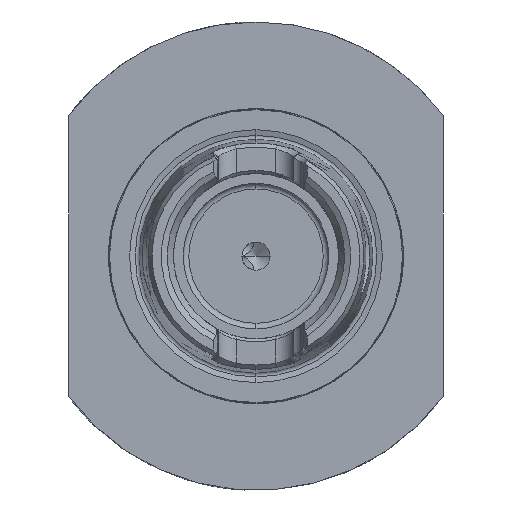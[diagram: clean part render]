
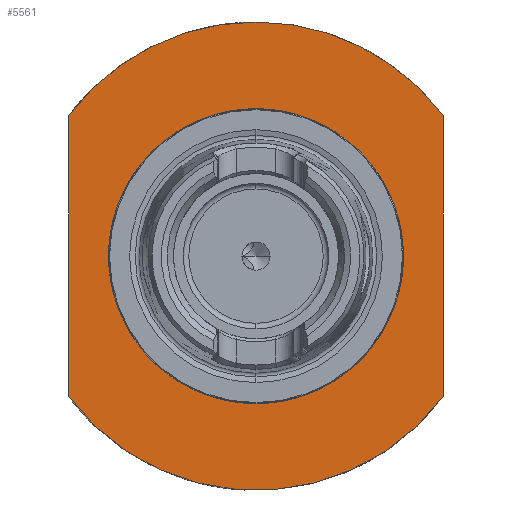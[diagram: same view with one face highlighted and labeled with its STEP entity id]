
A CAD part, left-side view. The second image highlights one B-rep face of the part: STEP entity #5561.
In plain terms, the highlighted planar face has unit normal (-1, 0, 0).
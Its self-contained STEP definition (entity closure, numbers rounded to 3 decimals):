
#143 = DIRECTION ( 'NONE',  ( 0., 0., -1. ) ) ;
#193 = DIRECTION ( 'NONE',  ( 1., 0., 0. ) ) ;
#212 = CARTESIAN_POINT ( 'NONE',  ( 22., 0., 0. ) ) ;
#221 = CARTESIAN_POINT ( 'NONE',  ( 22., 40., -30. ) ) ;
#804 = DIRECTION ( 'NONE',  ( 0., 0., 1. ) ) ;
#1167 = CIRCLE ( 'NONE', #8719, 50. ) ;
#1247 = DIRECTION ( 'NONE',  ( 0., 0., 1. ) ) ;
#1340 = LINE ( 'NONE', #12515, #2648 ) ;
#2648 = VECTOR ( 'NONE', #5497, 1000. ) ;
#2794 = EDGE_CURVE ( 'NONE', #7927, #15865, #9063, .T. ) ;
#2943 = CARTESIAN_POINT ( 'NONE',  ( 22., 0., 0. ) ) ;
#4161 = LINE ( 'NONE', #11327, #12124 ) ;
#4351 = DIRECTION ( 'NONE',  ( 1., 0., 0. ) ) ;
#4430 = DIRECTION ( 'NONE',  ( -1., 0., 0. ) ) ;
#4451 = ORIENTED_EDGE ( 'NONE', *, *, #5587, .T. ) ;
#5148 = ORIENTED_EDGE ( 'NONE', *, *, #8791, .T. ) ;
#5358 = FACE_BOUND ( 'NONE', #14805, .T. ) ;
#5416 = CARTESIAN_POINT ( 'NONE',  ( 22., -40., -30. ) ) ;
#5497 = DIRECTION ( 'NONE',  ( 0., 0., -1. ) ) ;
#5561 = ADVANCED_FACE ( 'NONE', ( #12835, #5358 ), #12810, .F. ) ;
#5587 = EDGE_CURVE ( 'NONE', #17893, #16343, #1167, .T. ) ;
#5786 = DIRECTION ( 'NONE',  ( 0., 0., 1. ) ) ;
#6634 = CARTESIAN_POINT ( 'NONE',  ( 22., -40., 30. ) ) ;
#6723 = AXIS2_PLACEMENT_3D ( 'NONE', #18058, #9656, #1247 ) ;
#6781 = EDGE_CURVE ( 'NONE', #10769, #16675, #17179, .T. ) ;
#7793 = AXIS2_PLACEMENT_3D ( 'NONE', #2943, #4351, #14223 ) ;
#7860 = EDGE_CURVE ( 'NONE', #16675, #17893, #1340, .T. ) ;
#7927 = VERTEX_POINT ( 'NONE', #15522 ) ;
#8111 = CARTESIAN_POINT ( 'NONE',  ( 22., 0., 0. ) ) ;
#8719 = AXIS2_PLACEMENT_3D ( 'NONE', #12869, #4430, #14281 ) ;
#8791 = EDGE_CURVE ( 'NONE', #16343, #11759, #4161, .T. ) ;
#9063 = CIRCLE ( 'NONE', #10773, 31.475 ) ;
#9254 = DIRECTION ( 'NONE',  ( -1., 0., 0. ) ) ;
#9528 = DIRECTION ( 'NONE',  ( 0., 0., -1. ) ) ;
#9656 = DIRECTION ( 'NONE',  ( -1., 0., 0. ) ) ;
#10451 = ORIENTED_EDGE ( 'NONE', *, *, #18226, .T. ) ;
#10632 = CIRCLE ( 'NONE', #15485, 31.475 ) ;
#10769 = VERTEX_POINT ( 'NONE', #12265 ) ;
#10773 = AXIS2_PLACEMENT_3D ( 'NONE', #212, #193, #143 ) ;
#10999 = CIRCLE ( 'NONE', #14191, 50. ) ;
#11327 = CARTESIAN_POINT ( 'NONE',  ( 22., -40., 0. ) ) ;
#11759 = VERTEX_POINT ( 'NONE', #6634 ) ;
#12124 = VECTOR ( 'NONE', #5786, 1000. ) ;
#12265 = CARTESIAN_POINT ( 'NONE',  ( 22., 0., 50. ) ) ;
#12515 = CARTESIAN_POINT ( 'NONE',  ( 22., 40., 0. ) ) ;
#12810 = PLANE ( 'NONE',  #7793 ) ;
#12835 = FACE_OUTER_BOUND ( 'NONE', #14202, .T. ) ;
#12869 = CARTESIAN_POINT ( 'NONE',  ( 22., 0., 0. ) ) ;
#13837 = EDGE_CURVE ( 'NONE', #15865, #7927, #10632, .T. ) ;
#14191 = AXIS2_PLACEMENT_3D ( 'NONE', #17643, #9254, #804 ) ;
#14202 = EDGE_LOOP ( 'NONE', ( #10451, #16138, #17630, #4451, #5148 ) ) ;
#14223 = DIRECTION ( 'NONE',  ( 0., 0., -1. ) ) ;
#14281 = DIRECTION ( 'NONE',  ( 0., 0., 1. ) ) ;
#14805 = EDGE_LOOP ( 'NONE', ( #18181, #15803 ) ) ;
#15329 = CARTESIAN_POINT ( 'NONE',  ( 22., 0., -31.475 ) ) ;
#15485 = AXIS2_PLACEMENT_3D ( 'NONE', #8111, #17904, #9528 ) ;
#15522 = CARTESIAN_POINT ( 'NONE',  ( 22., 0., 31.475 ) ) ;
#15803 = ORIENTED_EDGE ( 'NONE', *, *, #13837, .T. ) ;
#15865 = VERTEX_POINT ( 'NONE', #15329 ) ;
#16138 = ORIENTED_EDGE ( 'NONE', *, *, #6781, .T. ) ;
#16343 = VERTEX_POINT ( 'NONE', #5416 ) ;
#16675 = VERTEX_POINT ( 'NONE', #17729 ) ;
#17179 = CIRCLE ( 'NONE', #6723, 50. ) ;
#17630 = ORIENTED_EDGE ( 'NONE', *, *, #7860, .T. ) ;
#17643 = CARTESIAN_POINT ( 'NONE',  ( 22., 0., 0. ) ) ;
#17729 = CARTESIAN_POINT ( 'NONE',  ( 22., 40., 30. ) ) ;
#17893 = VERTEX_POINT ( 'NONE', #221 ) ;
#17904 = DIRECTION ( 'NONE',  ( 1., 0., 0. ) ) ;
#18058 = CARTESIAN_POINT ( 'NONE',  ( 22., 0., 0. ) ) ;
#18181 = ORIENTED_EDGE ( 'NONE', *, *, #2794, .T. ) ;
#18226 = EDGE_CURVE ( 'NONE', #11759, #10769, #10999, .T. ) ;
